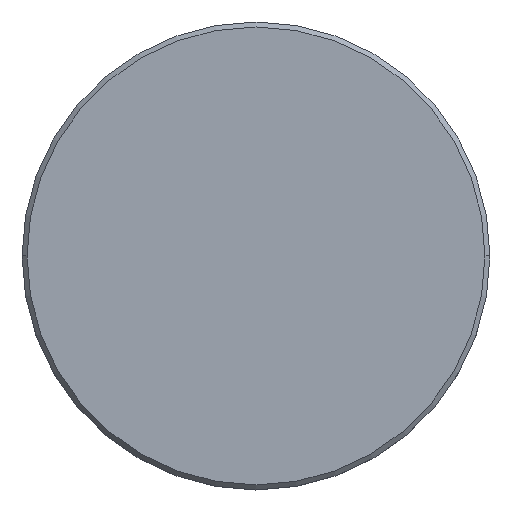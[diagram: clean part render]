
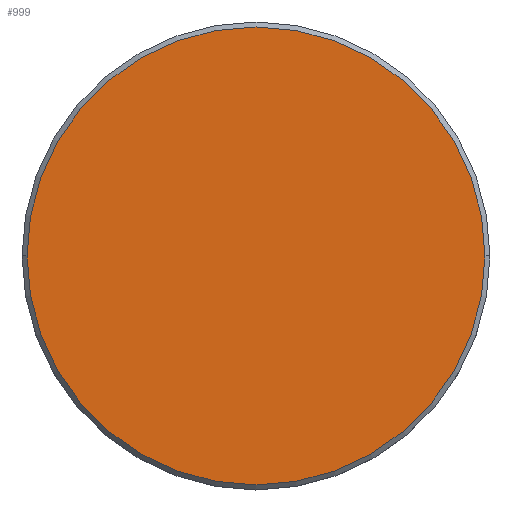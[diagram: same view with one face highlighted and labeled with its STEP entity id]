
A CAD part, top view. The second image highlights one B-rep face of the part: STEP entity #999.
In plain terms, the highlighted planar face has unit normal (0, 0, 1).
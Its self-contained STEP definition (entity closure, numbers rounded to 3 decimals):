
#9 = DIRECTION ( 'NONE',  ( 1., 0., 0. ) ) ;
#173 = DIRECTION ( 'NONE',  ( 1., 0., 0. ) ) ;
#198 = VERTEX_POINT ( 'NONE', #840 ) ;
#210 = AXIS2_PLACEMENT_3D ( 'NONE', #789, #239, #691 ) ;
#239 = DIRECTION ( 'NONE',  ( 0., 0., 1. ) ) ;
#244 = EDGE_LOOP ( 'NONE', ( #640, #580 ) ) ;
#326 = CARTESIAN_POINT ( 'NONE',  ( 0., 0., 0. ) ) ;
#413 = CIRCLE ( 'NONE', #210, 23. ) ;
#438 = CARTESIAN_POINT ( 'NONE',  ( -23., 0., 0. ) ) ;
#443 = PLANE ( 'NONE',  #1005 ) ;
#537 = FACE_OUTER_BOUND ( 'NONE', #244, .T. ) ;
#580 = ORIENTED_EDGE ( 'NONE', *, *, #604, .T. ) ;
#604 = EDGE_CURVE ( 'NONE', #198, #687, #413, .T. ) ;
#632 = CARTESIAN_POINT ( 'NONE',  ( 0., 0., 0. ) ) ;
#640 = ORIENTED_EDGE ( 'NONE', *, *, #938, .T. ) ;
#643 = CIRCLE ( 'NONE', #754, 23. ) ;
#687 = VERTEX_POINT ( 'NONE', #438 ) ;
#691 = DIRECTION ( 'NONE',  ( 1., 0., 0. ) ) ;
#754 = AXIS2_PLACEMENT_3D ( 'NONE', #326, #1050, #173 ) ;
#789 = CARTESIAN_POINT ( 'NONE',  ( 0., 0., 0. ) ) ;
#840 = CARTESIAN_POINT ( 'NONE',  ( 23., 0., 0. ) ) ;
#894 = DIRECTION ( 'NONE',  ( 0., 0., 1. ) ) ;
#938 = EDGE_CURVE ( 'NONE', #687, #198, #643, .T. ) ;
#999 = ADVANCED_FACE ( 'NONE', ( #537 ), #443, .T. ) ;
#1005 = AXIS2_PLACEMENT_3D ( 'NONE', #632, #894, #9 ) ;
#1050 = DIRECTION ( 'NONE',  ( 0., 0., 1. ) ) ;
